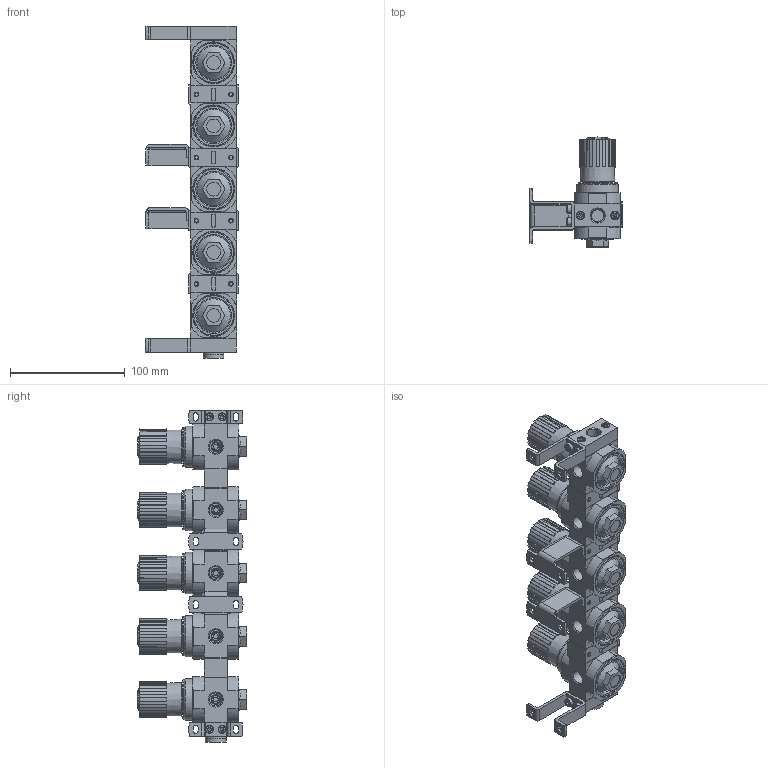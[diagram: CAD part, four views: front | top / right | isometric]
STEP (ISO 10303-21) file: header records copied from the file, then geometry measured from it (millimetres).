
FILE_DESCRIPTION(/* description */ ('STEP AP214'),/* implementation_level */ '2;1');
FILE_NAME(/* name */ '529000_LRB-1_4-D-7-O-K5-MINI',/* time_stamp */ '2024-09-04T22:19:15+02:00',/* author */ ('License CC BY-ND 4.0'),/* organization */ ('CADENAS'),/* preprocessor_version */ 'ST-DEVELOPER v19.3',/* originating_system */ 'PARTsolutions',/* authorisation */ ' ');
FILE_SCHEMA (('AUTOMOTIVE_DESIGN {1 0 10303 214 3 1 1}'));
Length unit declared in the file: millimetre
Products named in the file (15): 529000 LRB-1/4-D-7-O-K5-MINI---(0); 529000 LRB-1/4-D-7-O-K5-MINI---(0-Geh); 525033 LRBAS-1/4-D-MINI---(p); 525029 HRB-D-MINI---(p); DIN-912 - M4x8(F); 2224 O-1/4; DIN-908 G1/4A; DIN-912 - M4x14(F); 373845 LR-MINI; 529022 HRBC-D-MINIo; 529022 HRBC-D-MINIu; 680968 HRBC-D-MINI---(s); DIN-912 - M4x16(F); 525031 HRBK-D-MINI---(p); Senkschraube DIN 7991 M4x20
Assembly tree (58 placements, depth 2):
  529000 LRB-1/4-D-7-O-K5-MINI---(0)
    529000 LRB-1/4-D-7-O-K5-MINI---(0-Geh)  x5
    525033 LRBAS-1/4-D-MINI---(p)  x2
    525029 HRB-D-MINI---(p)  x2
    DIN-912 - M4x8(F)  x4
    2224 O-1/4
    DIN-908 G1/4A
    DIN-912 - M4x14(F)  x4
    373845 LR-MINI  x5
    529022 HRBC-D-MINIo  x4
    529022 HRBC-D-MINIu  x4
    680968 HRBC-D-MINI---(s)  x16
    DIN-912 - M4x16(F)  x4
    525031 HRBK-D-MINI---(p)  x2
    Senkschraube DIN 7991 M4x20  x4
Bounding box: 80.7 x 95.4 x 289 mm (x, y, z)
Volume: 525149.2 mm3; surface area: 163536.5 mm2
Topology: 58 solids, 58 shells, 2604 faces, 6355 edges, 4034 vertices
Faces by surface type: plane 1428, cylinder 652, cone 399, torus 100, sphere 25
Full cylindrical faces by diameter (mm): 3.242 x32, 3.5 x16, 4 x32, 4.3 x25, 6.9 x5, 7 x12, 7.4 x4, 7.5 x8, 7.9 x1, 8 x4, 8.2 x5, 8.566 x5, 9 x32, 9.728 x5, 11 x9, 11.445 x7, 12 x5, 12.2 x5, 13.157 x1, 13.2 x1, 15.7 x4, 15.8 x5, 18 x2, 24.9 x5, 26.9 x5, 31 x5, 33.9 x5, 36 x5
Entity records: 20215 total; most frequent: CARTESIAN_POINT 3479, DIRECTION 3274, ORIENTED_EDGE 2836, EDGE_CURVE 1418, AXIS2_PLACEMENT_3D 1265, VERTEX_POINT 985, FACE_BOUND 839, EDGE_LOOP 830
